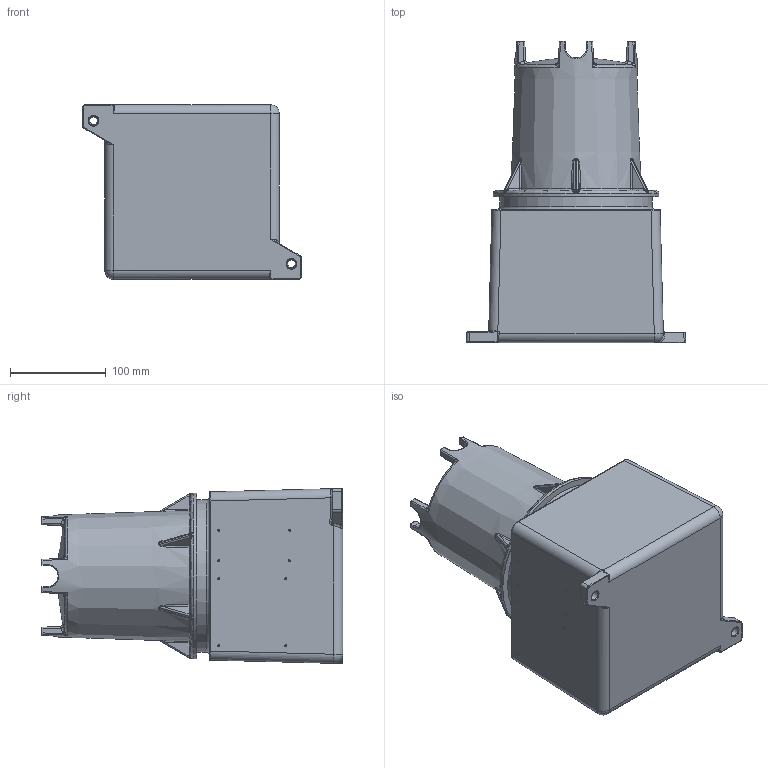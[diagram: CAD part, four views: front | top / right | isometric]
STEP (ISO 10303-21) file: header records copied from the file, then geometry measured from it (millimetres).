
FILE_DESCRIPTION(/* description */ ('GRM BOX WITH 5GRMD DOME COVER '),/* implementation_level */ '2;1');
FILE_NAME(/* name */ 'KIL_5GRM.stp',/* time_stamp */ '2017-12-19T13:31:13+05:00',/* author */ ('ypadmaraja'),/* organization */ (''),/* preprocessor_version */ 'ST-DEVELOPER v16.13',/* originating_system */ 'Autodesk Inventor 2018',/* authorisation */ '');
FILE_SCHEMA (('AUTOMOTIVE_DESIGN { 1 0 10303 214 3 1 1 }'));
Products named in the file (3): 5GRM; 17801; 17804
Assembly tree (2 placements, depth 2):
  5GRM
    17801
    17804
Bounding box: 228.56 x 314.32 x 182.14 mm (x, y, z)
Volume: 2482468.5 mm3; surface area: 440939.7 mm2
Topology: 2 solids, 2 shells, 2150 faces, 5649 edges, 3637 vertices
Faces by surface type: plane 962, bspline 810, sphere 182, cylinder 136, torus 45, cone 15
Full cylindrical faces by diameter (mm): 2.184 x8, 3.302 x1, 3.683 x1, 134.353 x1, 137.46 x1, 137.935 x1, 145.263 x1, 158.75 x1
Entity records: 85824 total; most frequent: CARTESIAN_POINT 36447, ORIENTED_EDGE 11126, DIRECTION 8959, EDGE_CURVE 5563, VERTEX_POINT 3612, AXIS2_PLACEMENT_3D 3521, EDGE_LOOP 2351, FACE_OUTER_BOUND 2150
